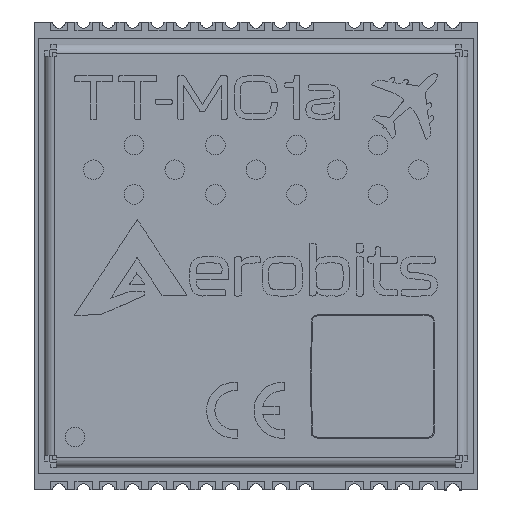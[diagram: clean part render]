
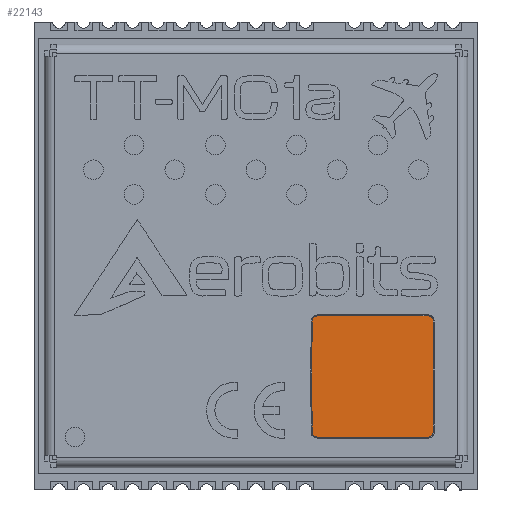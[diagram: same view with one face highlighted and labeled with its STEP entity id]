
A CAD part, top view. The second image highlights one B-rep face of the part: STEP entity #22143.
In plain terms, the highlighted face is planar.
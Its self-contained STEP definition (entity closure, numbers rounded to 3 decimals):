
#431=CIRCLE('',#22749,0.211);
#433=CIRCLE('',#22753,476.614);
#435=CIRCLE('',#22756,0.211);
#437=CIRCLE('',#22760,0.211);
#439=CIRCLE('',#22763,477.404);
#441=CIRCLE('',#22766,0.216);
#443=CIRCLE('',#22769,0.216);
#2098=FACE_OUTER_BOUND('',#3250,.T.);
#3250=EDGE_LOOP('',(#19801,#19802,#19803,#19804,#19805,#19806,#19807,#19808,
#19809,#19810,#19811));
#4413=LINE('',#32330,#7025);
#4418=LINE('',#32344,#7030);
#4423=LINE('',#32362,#7035);
#4430=LINE('',#32391,#7042);
#7025=VECTOR('',#25986,10.);
#7030=VECTOR('',#25999,10.);
#7035=VECTOR('',#26018,10.);
#7042=VECTOR('',#26051,10.);
#9388=VERTEX_POINT('',#32328);
#9389=VERTEX_POINT('',#32329);
#9392=VERTEX_POINT('',#32337);
#9394=VERTEX_POINT('',#32343);
#9396=VERTEX_POINT('',#32349);
#9398=VERTEX_POINT('',#32355);
#9400=VERTEX_POINT('',#32361);
#9402=VERTEX_POINT('',#32367);
#9404=VERTEX_POINT('',#32373);
#9406=VERTEX_POINT('',#32379);
#9408=VERTEX_POINT('',#32385);
#11872=EDGE_CURVE('',#9388,#9389,#4413,.T.);
#11876=EDGE_CURVE('',#9392,#9388,#431,.T.);
#11879=EDGE_CURVE('',#9394,#9392,#4418,.T.);
#11882=EDGE_CURVE('',#9396,#9394,#433,.T.);
#11885=EDGE_CURVE('',#9398,#9396,#435,.T.);
#11888=EDGE_CURVE('',#9400,#9398,#4423,.T.);
#11891=EDGE_CURVE('',#9402,#9400,#437,.T.);
#11894=EDGE_CURVE('',#9404,#9402,#439,.T.);
#11897=EDGE_CURVE('',#9406,#9404,#441,.T.);
#11900=EDGE_CURVE('',#9408,#9406,#443,.T.);
#11903=EDGE_CURVE('',#9389,#9408,#4430,.T.);
#19801=ORIENTED_EDGE('',*,*,#11872,.T.);
#19802=ORIENTED_EDGE('',*,*,#11903,.T.);
#19803=ORIENTED_EDGE('',*,*,#11900,.T.);
#19804=ORIENTED_EDGE('',*,*,#11897,.T.);
#19805=ORIENTED_EDGE('',*,*,#11894,.T.);
#19806=ORIENTED_EDGE('',*,*,#11891,.T.);
#19807=ORIENTED_EDGE('',*,*,#11888,.T.);
#19808=ORIENTED_EDGE('',*,*,#11885,.T.);
#19809=ORIENTED_EDGE('',*,*,#11882,.T.);
#19810=ORIENTED_EDGE('',*,*,#11879,.T.);
#19811=ORIENTED_EDGE('',*,*,#11876,.T.);
#21061=PLANE('',#23829);
#22143=ADVANCED_FACE('',(#2098),#21061,.T.);
#22749=AXIS2_PLACEMENT_3D('',#32338,#25992,#25993);
#22753=AXIS2_PLACEMENT_3D('',#32350,#26004,#26005);
#22756=AXIS2_PLACEMENT_3D('',#32356,#26011,#26012);
#22760=AXIS2_PLACEMENT_3D('',#32368,#26023,#26024);
#22763=AXIS2_PLACEMENT_3D('',#32374,#26030,#26031);
#22766=AXIS2_PLACEMENT_3D('',#32380,#26037,#26038);
#22769=AXIS2_PLACEMENT_3D('',#32386,#26044,#26045);
#23829=AXIS2_PLACEMENT_3D('',#35990,#29533,#29534);
#25986=DIRECTION('',(-1.,0.,0.));
#25992=DIRECTION('center_axis',(0.,0.,-1.));
#25993=DIRECTION('ref_axis',(0.992,-0.128,0.));
#25999=DIRECTION('',(-0.024,-1.,0.));
#26004=DIRECTION('center_axis',(0.,0.,-1.));
#26005=DIRECTION('ref_axis',(1.,0.005,0.));
#26011=DIRECTION('center_axis',(0.,0.,-1.));
#26012=DIRECTION('ref_axis',(0.028,1.,0.));
#26018=DIRECTION('',(1.,0.,0.));
#26023=DIRECTION('center_axis',(0.,0.,-1.));
#26024=DIRECTION('ref_axis',(-0.999,0.04,0.));
#26030=DIRECTION('center_axis',(0.,0.,-1.));
#26031=DIRECTION('ref_axis',(-1.,-0.005,0.));
#26037=DIRECTION('center_axis',(0.,0.,-1.));
#26038=DIRECTION('ref_axis',(-0.761,-0.649,0.));
#26044=DIRECTION('center_axis',(0.,0.,-1.));
#26045=DIRECTION('ref_axis',(-0.013,-1.,0.));
#26051=DIRECTION('',(-1.,0.,0.));
#29533=DIRECTION('center_axis',(0.,0.,-1.));
#29534=DIRECTION('ref_axis',(-1.,0.,0.));
#32328=CARTESIAN_POINT('',(15.597,11.036,0.));
#32329=CARTESIAN_POINT('',(14.988,11.036,0.));
#32330=CARTESIAN_POINT('',(7.796,11.033,0.));
#32337=CARTESIAN_POINT('',(15.795,11.22,0.));
#32338=CARTESIAN_POINT('Origin',(15.585,11.247,0.));
#32343=CARTESIAN_POINT('',(15.796,11.289,0.));
#32344=CARTESIAN_POINT('',(15.658,5.461,0.));
#32349=CARTESIAN_POINT('',(15.796,15.754,0.));
#32350=CARTESIAN_POINT('Origin',(-460.813,13.505,0.));
#32355=CARTESIAN_POINT('',(15.591,15.956,0.));
#32356=CARTESIAN_POINT('Origin',(15.585,15.745,0.));
#32361=CARTESIAN_POINT('',(11.081,15.956,0.));
#32362=CARTESIAN_POINT('',(5.54,15.956,0.));
#32367=CARTESIAN_POINT('',(10.876,15.754,0.));
#32368=CARTESIAN_POINT('Origin',(11.087,15.745,0.));
#32373=CARTESIAN_POINT('',(10.876,11.286,0.));
#32374=CARTESIAN_POINT('Origin',(488.275,13.505,0.));
#32379=CARTESIAN_POINT('',(10.925,11.112,0.));
#32380=CARTESIAN_POINT('Origin',(11.089,11.252,0.));
#32385=CARTESIAN_POINT('',(11.086,11.036,0.));
#32386=CARTESIAN_POINT('Origin',(11.089,11.252,0.));
#32391=CARTESIAN_POINT('',(7.494,11.036,0.));
#35990=CARTESIAN_POINT('Origin',(0.,0.,0.));
